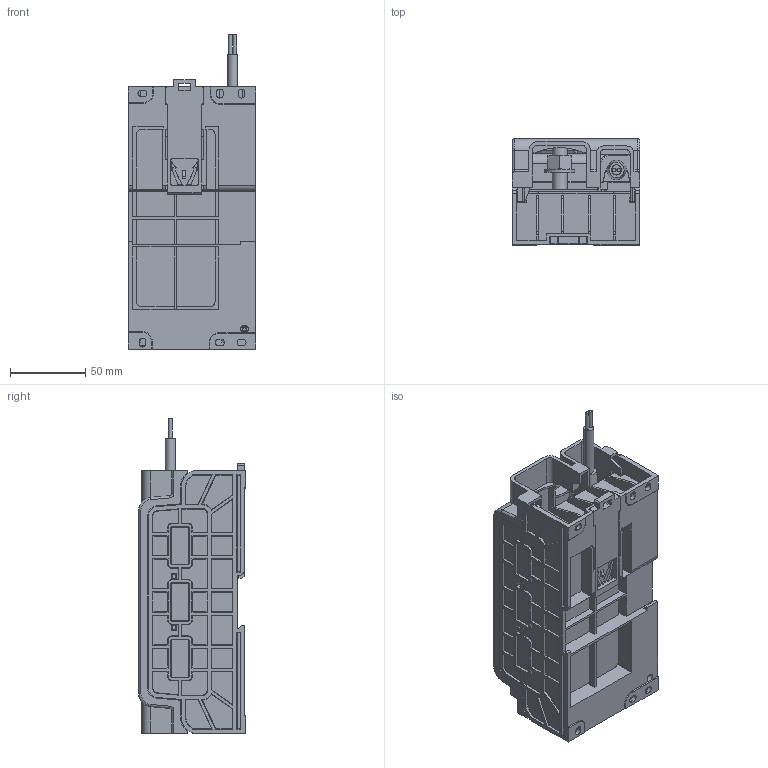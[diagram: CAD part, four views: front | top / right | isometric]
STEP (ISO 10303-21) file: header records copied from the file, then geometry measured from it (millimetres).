
FILE_DESCRIPTION(/* description */ (''),/* implementation_level */ '2;1');
FILE_NAME(/* name */ 'AcuDC260 Shunt Box customer version_.step',/* time_stamp */ '2025-04-07T16:45:08-04:00',/* author */ (''),/* organization */ (''),/* preprocessor_version */ 'ST-DEVELOPER v20.1',/* originating_system */ 'Autodesk Translation Framework v14.4.0.0',/* authorisation */ '');
FILE_SCHEMA (('AUTOMOTIVE_DESIGN { 1 0 10303 214 3 1 1 }'));
Products named in the file (22): ZP_ASM; XK_AF0; ZP-BAN1_AF1_ASM; BAN-1_AF1; LUOGAN-M10-DI4_AF1; LUOGAN-M10-DI4_AF0; LM-M10_AF1; LM-M10_AF0; DP_AF1; DP_AF0; YMLM-M5-75; YMLM-M3_AF1; YMLM-M3_AF2; YA_AF2; GAI_AF2; SK_AF3; YMLM-M3_AF3; EV-KAZI_AF0; XIAN_AF0; LD-M3ZIZHI_AF0; YMLM-M3_AF0; YMLM-M3
Assembly tree (24 placements, depth 3):
  ZP_ASM
    XK_AF0
    ZP-BAN1_AF1_ASM
      BAN-1_AF1
      LUOGAN-M10-DI4_AF1
      LUOGAN-M10-DI4_AF0
      YMLM-M5-75  x2
      LM-M10_AF1
      LM-M10_AF0
      DP_AF1
      DP_AF0
    YMLM-M3  x3
    YMLM-M3_AF1
    YMLM-M3_AF2
    YA_AF2
    GAI_AF2
    SK_AF3
    YMLM-M3_AF3
    EV-KAZI_AF0
    XIAN_AF0
    LD-M3ZIZHI_AF0
    YMLM-M3_AF0
Bounding box: 85 x 71 x 209.7 mm (x, y, z)
Volume: 279005.3 mm3; surface area: 287817.6 mm2
Topology: 23 solids, 23 shells, 2050 faces, 5544 edges, 3644 vertices
Faces by surface type: plane 1608, cylinder 332, cone 70, torus 22, bspline 16, sphere 2
Full cylindrical faces by diameter (mm): 1.5 x4, 2.4 x8, 2.6 x1, 3 x8, 3.2 x3, 3.5 x5, 4 x2, 4.7 x14, 5 x3, 5.6 x1, 6 x9, 6.7 x1, 7 x1, 7.3 x2, 7.5 x1, 8 x4, 10 x4, 11 x2, 12 x4, 20 x2
Entity records: 66921 total; most frequent: CARTESIAN_POINT 14115, ORIENTED_EDGE 11052, DIRECTION 10422, EDGE_CURVE 5526, LINE 4552, VECTOR 4552, VERTEX_POINT 3632, AXIS2_PLACEMENT_3D 2935
